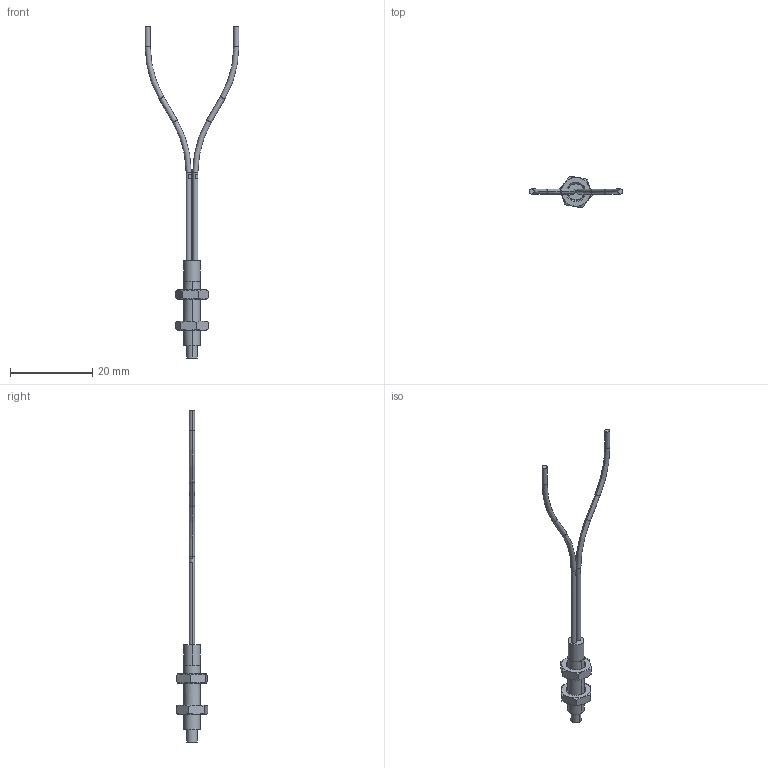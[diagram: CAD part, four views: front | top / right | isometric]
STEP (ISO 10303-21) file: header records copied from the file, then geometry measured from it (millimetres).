
FILE_DESCRIPTION((''),'2;1');
FILE_NAME('CAD2385','2016-08-23T',('cmozuch'),(''),'PRO/ENGINEER BY PARAMETRIC TECHNOLOGY CORPORATION, 2015440','PRO/ENGINEER BY PARAMETRIC TECHNOLOGY CORPORATION, 2015440','');
FILE_SCHEMA(('CONFIG_CONTROL_DESIGN'));
Length unit declared in the file: millimetre
Products named in the file (1): CAD2385
Bounding box: 22.85 x 7.73 x 80.92 mm (x, y, z)
Volume: 544.3 mm3; surface area: 966 mm2
Topology: 1 solids, 1 shells, 109 faces, 312 edges, 216 vertices
Faces by surface type: cylinder 44, cone 32, plane 25, torus 8
Entity records: 4903 total; most frequent: CARTESIAN_POINT 1091, DIRECTION 674, ORIENTED_EDGE 624, EDGE_CURVE 312, AXIS2_PLACEMENT_3D 301, VERTEX_POINT 216, CIRCLE 192, EDGE_LOOP 120
